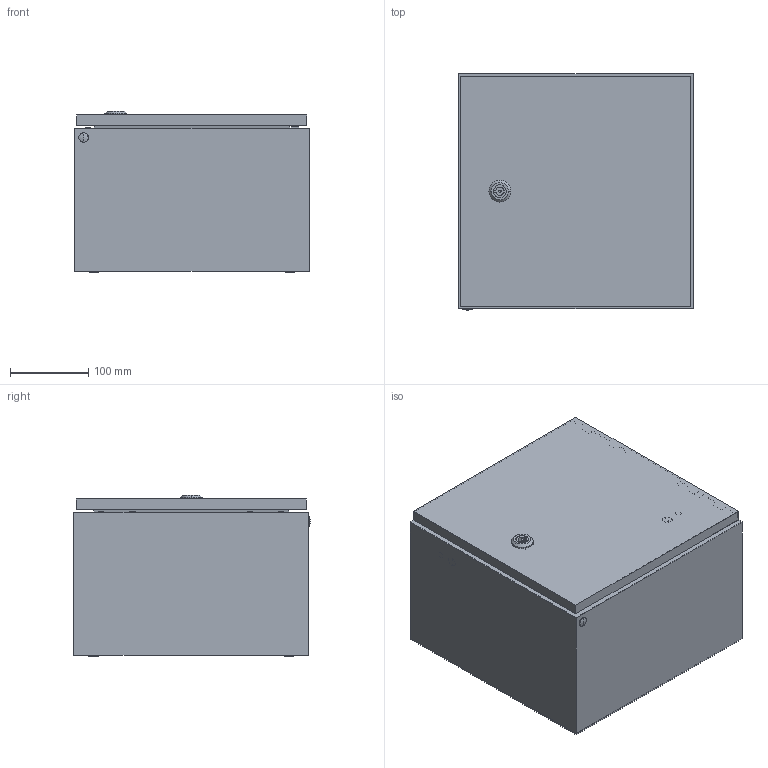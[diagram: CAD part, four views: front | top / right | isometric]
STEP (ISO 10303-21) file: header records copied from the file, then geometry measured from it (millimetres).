
FILE_DESCRIPTION (( 'STEP AP214' ), '1' );
FILE_NAME ('3331-3030-20-17.step', '2023-12-20T12:42:31', ( '' ), ( '' ), 'SwSTEP 2.0', 'SolidWorks 2019', '' );
FILE_SCHEMA (( 'AUTOMOTIVE_DESIGN' ));
Length unit declared in the file: millimetre
Products named in the file (5): Montageplattenbeipack_wg_3030; Korpus_wg_3030-20; Tuer_wg_3331-3030-00-97; 3331-3030-20-17; Montageplatte_wg_0331-3030-00-13
Assembly tree (4 placements, depth 2):
  3331-3030-20-17
    Korpus_wg_3030-20
    Tuer_wg_3331-3030-00-97
    Montageplatte_wg_0331-3030-00-13
    Montageplattenbeipack_wg_3030
Bounding box: 300 x 302 x 206.85 mm (x, y, z)
Volume: 777777.5 mm3; surface area: 1060300.1 mm2
Topology: 20 solids, 24 shells, 1112 faces, 2789 edges, 1811 vertices
Faces by surface type: plane 624, cylinder 320, cone 130, sphere 18, bspline 16, torus 4
Entity records: 45874 total; most frequent: CARTESIAN_POINT 14933, DIRECTION 5585, ORIENTED_EDGE 5562, EDGE_CURVE 2781, AXIS2_PLACEMENT_3D 1989, VERTEX_POINT 1811, LINE 1607, VECTOR 1607
